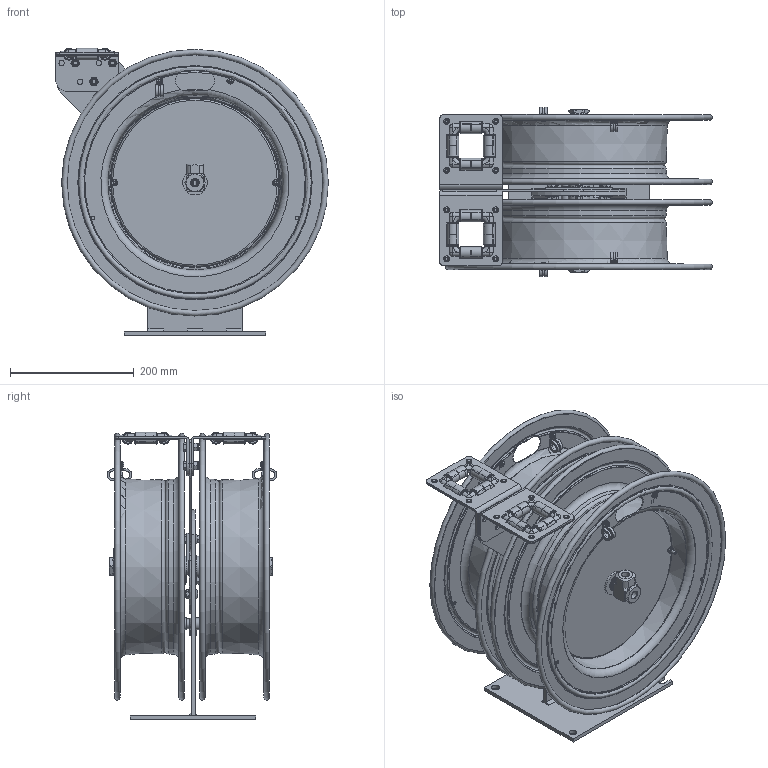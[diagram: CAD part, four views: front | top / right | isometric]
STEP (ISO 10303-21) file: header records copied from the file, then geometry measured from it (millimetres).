
FILE_DESCRIPTION(/* description */ (''),/* implementation_level */ '2;1');
FILE_NAME(/* name */ 'C-LPL-150-150_SHARED.stp',/* time_stamp */ '2020-01-14T13:46:00-07:00',/* author */ ('NMelton'),/* organization */ (''),/* preprocessor_version */ 'ST-DEVELOPER v17',/* originating_system */ 'Autodesk Inventor 2019',/* authorisation */ '');
FILE_SCHEMA (('AUTOMOTIVE_DESIGN { 1 0 10303 214 3 1 1 }'));
Products named in the file (1): C-LPL-150-150_SHARED
Bounding box: 441.44 x 274.74 x 465.11 mm (x, y, z)
Surface area: 1704729.3 mm2 (no closed solid volume)
Topology: 0 solids, 210 shells, 2565 faces, 12527 edges, 9804 vertices
Faces by surface type: plane 1342, cylinder 692, bspline 230, cone 170, torus 91, sphere 40
Full cylindrical faces by diameter (mm): 2.159 x4, 2.54 x1, 3.048 x1, 4.699 x8, 4.826 x8, 5.556 x5, 5.588 x10, 6.35 x10, 8.636 x6, 11.43 x3, 12.192 x5, 12.7 x2, 15.875 x1, 17.882 x2, 19.05 x10, 20.574 x2, 25.362 x1, 31.623 x1, 34.925 x2, 35.052 x2, 39.624 x2, 273.05 x1
Entity records: 143592 total; most frequent: CARTESIAN_POINT 47751, DIRECTION 17436, ORIENTED_EDGE 17092, EDGE_CURVE 12487, VERTEX_POINT 9804, LINE 7286, VECTOR 7286, AXIS2_PLACEMENT_3D 5075
